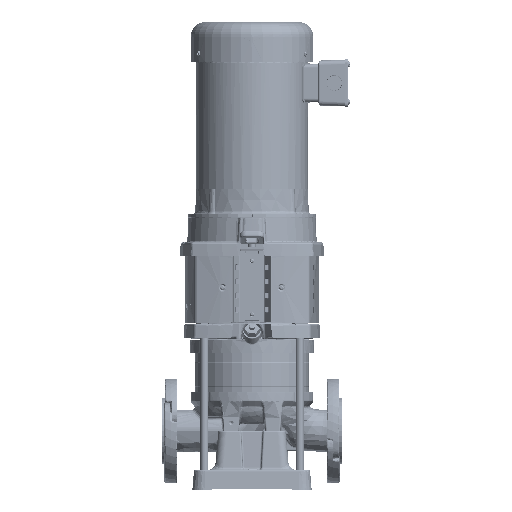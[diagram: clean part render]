
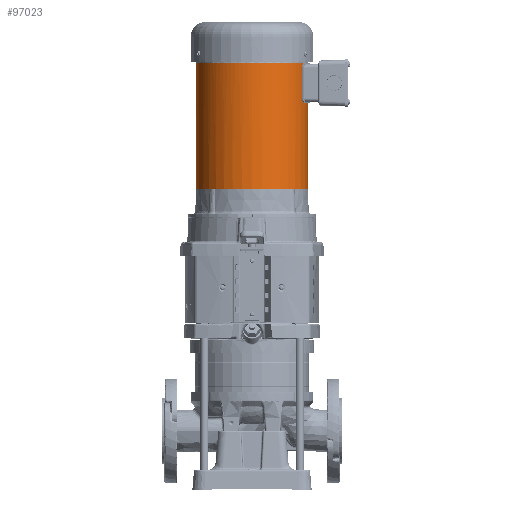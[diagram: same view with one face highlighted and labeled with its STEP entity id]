
A CAD part, top view. The second image highlights one B-rep face of the part: STEP entity #97023.
In plain terms, the highlighted cylindrical face has radius 99.771 mm (diameter 199.542 mm), a partial arc.
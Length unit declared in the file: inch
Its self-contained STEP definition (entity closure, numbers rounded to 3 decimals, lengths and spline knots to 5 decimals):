
#14097=CIRCLE('',#105611,3.928);
#14098=CIRCLE('',#105614,3.928);
#14099=CIRCLE('',#105616,3.928);
#14100=CIRCLE('',#105618,3.928);
#14101=CIRCLE('',#105619,3.928);
#14102=CIRCLE('',#105620,3.928);
#14103=CIRCLE('',#105621,3.928);
#14104=CIRCLE('',#105622,3.928);
#18831=FACE_OUTER_BOUND('',#24225,.T.);
#24225=EDGE_LOOP('',(#83389,#83390,#83391,#83392,#83393,#83394,#83395,#83396,
#83397,#83398));
#32401=LINE('',#318768,#37862);
#32402=LINE('',#318771,#37863);
#37862=VECTOR('',#125149,39.37008);
#37863=VECTOR('',#125152,39.37008);
#46969=VERTEX_POINT('',#318019);
#46973=VERTEX_POINT('',#318033);
#47069=VERTEX_POINT('',#318603);
#47073=VERTEX_POINT('',#318617);
#47075=VERTEX_POINT('',#318627);
#47079=VERTEX_POINT('',#318641);
#47098=VERTEX_POINT('',#318746);
#47103=VERTEX_POINT('',#318761);
#47104=VERTEX_POINT('',#318767);
#47105=VERTEX_POINT('',#318769);
#60579=EDGE_CURVE('',#47098,#47079,#14097,.T.);
#60587=EDGE_CURVE('',#47069,#47103,#14098,.T.);
#60589=EDGE_CURVE('',#47073,#47069,#14099,.T.);
#60590=EDGE_CURVE('',#47104,#47098,#32401,.T.);
#60591=EDGE_CURVE('',#47105,#47104,#14100,.T.);
#60592=EDGE_CURVE('',#47105,#47103,#32402,.T.);
#60593=EDGE_CURVE('',#46969,#47073,#14101,.T.);
#60594=EDGE_CURVE('',#46973,#46969,#14102,.T.);
#60595=EDGE_CURVE('',#47075,#46973,#14103,.T.);
#60596=EDGE_CURVE('',#47079,#47075,#14104,.T.);
#83389=ORIENTED_EDGE('',*,*,#60579,.F.);
#83390=ORIENTED_EDGE('',*,*,#60590,.F.);
#83391=ORIENTED_EDGE('',*,*,#60591,.F.);
#83392=ORIENTED_EDGE('',*,*,#60592,.T.);
#83393=ORIENTED_EDGE('',*,*,#60587,.F.);
#83394=ORIENTED_EDGE('',*,*,#60589,.F.);
#83395=ORIENTED_EDGE('',*,*,#60593,.F.);
#83396=ORIENTED_EDGE('',*,*,#60594,.F.);
#83397=ORIENTED_EDGE('',*,*,#60595,.F.);
#83398=ORIENTED_EDGE('',*,*,#60596,.F.);
#92624=CYLINDRICAL_SURFACE('',#105617,3.928);
#97023=ADVANCED_FACE('',(#18831),#92624,.T.);
#105611=AXIS2_PLACEMENT_3D('',#318747,#125127,#125128);
#105614=AXIS2_PLACEMENT_3D('',#318762,#125140,#125141);
#105616=AXIS2_PLACEMENT_3D('',#318765,#125145,#125146);
#105617=AXIS2_PLACEMENT_3D('',#318766,#125147,#125148);
#105618=AXIS2_PLACEMENT_3D('',#318770,#125150,#125151);
#105619=AXIS2_PLACEMENT_3D('',#318772,#125153,#125154);
#105620=AXIS2_PLACEMENT_3D('',#318773,#125155,#125156);
#105621=AXIS2_PLACEMENT_3D('',#318774,#125157,#125158);
#105622=AXIS2_PLACEMENT_3D('',#318775,#125159,#125160);
#125127=DIRECTION('center_axis',(0.,-1.,0.));
#125128=DIRECTION('ref_axis',(0.,0.,
-1.));
#125140=DIRECTION('center_axis',(0.,-1.,0.));
#125141=DIRECTION('ref_axis',(0.,0.,
-1.));
#125145=DIRECTION('center_axis',(0.,-1.,0.));
#125146=DIRECTION('ref_axis',(0.,0.,
-1.));
#125147=DIRECTION('center_axis',(0.,1.,0.));
#125148=DIRECTION('ref_axis',(0.,0.,
-1.));
#125149=DIRECTION('',(0.,-1.,0.));
#125150=DIRECTION('center_axis',(0.,1.,0.));
#125151=DIRECTION('ref_axis',(0.,0.,
1.));
#125152=DIRECTION('',(0.,-1.,0.));
#125153=DIRECTION('center_axis',(0.,-1.,0.));
#125154=DIRECTION('ref_axis',(0.,0.,
-1.));
#125155=DIRECTION('center_axis',(0.,-1.,0.));
#125156=DIRECTION('ref_axis',(0.,0.,
-1.));
#125157=DIRECTION('center_axis',(0.,-1.,0.));
#125158=DIRECTION('ref_axis',(0.,0.,
-1.));
#125159=DIRECTION('center_axis',(0.,-1.,0.));
#125160=DIRECTION('ref_axis',(0.,0.,
-1.));
#318019=CARTESIAN_POINT('',(0.02399,21.05315,-3.92793));
#318033=CARTESIAN_POINT('',(-0.02399,21.05315,-3.92793));
#318603=CARTESIAN_POINT('',(3.92793,21.05315,0.02399));
#318617=CARTESIAN_POINT('',(3.92793,21.05315,-0.02399));
#318627=CARTESIAN_POINT('',(-3.92793,21.05315,-0.02399));
#318641=CARTESIAN_POINT('',(-3.92793,21.05315,0.02399));
#318746=CARTESIAN_POINT('',(-0.025,21.05315,3.92792));
#318747=CARTESIAN_POINT('Origin',(0.,21.05315,
0.));
#318761=CARTESIAN_POINT('',(0.025,21.05315,3.92792));
#318762=CARTESIAN_POINT('Origin',(0.,21.05315,
0.));
#318765=CARTESIAN_POINT('Origin',(0.,21.05315,
0.));
#318766=CARTESIAN_POINT('Origin',(0.,21.02215,
0.));
#318767=CARTESIAN_POINT('',(-0.025,29.86615,3.92792));
#318768=CARTESIAN_POINT('',(-0.025,21.02215,3.92792));
#318769=CARTESIAN_POINT('',(0.025,29.86615,3.92792));
#318770=CARTESIAN_POINT('Origin',(0.,29.86615,
0.));
#318771=CARTESIAN_POINT('',(0.025,21.02215,3.92792));
#318772=CARTESIAN_POINT('Origin',(0.,21.05315,
0.));
#318773=CARTESIAN_POINT('Origin',(0.,21.05315,
0.));
#318774=CARTESIAN_POINT('Origin',(0.,21.05315,
0.));
#318775=CARTESIAN_POINT('Origin',(0.,21.05315,
0.));
